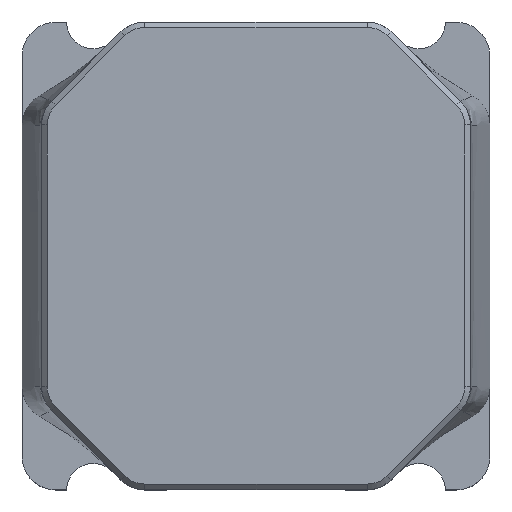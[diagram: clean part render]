
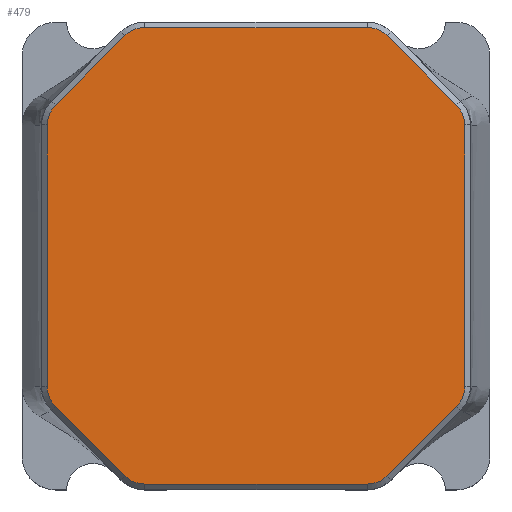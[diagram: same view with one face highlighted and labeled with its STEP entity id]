
A CAD part, top view. The second image highlights one B-rep face of the part: STEP entity #479.
In plain terms, the highlighted planar face has unit normal (0, 0, 1).
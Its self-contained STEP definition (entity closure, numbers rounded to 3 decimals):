
#479=ADVANCED_FACE('',(#1433),#1435,.T.);
#1433=FACE_BOUND('',#1434,.T.);
#1434=EDGE_LOOP('',(#2529,#2530,#2531,#2532,#2533,#2534,#2535,#2536,#2537,#2538,
#2539,#2540,#2541,#2542,#2543,#2544));
#1435=PLANE('',#1436);
#1436=AXIS2_PLACEMENT_3D('',#1437,#1438,#1439);
#1437=CARTESIAN_POINT('',(0.,0.,1.8));
#1438=DIRECTION('',(0.,0.,1.));
#1439=DIRECTION('',(1.,0.,0.));
#2529=ORIENTED_EDGE('',*,*,#3041,.T.);
#2530=ORIENTED_EDGE('',*,*,#3042,.T.);
#2531=ORIENTED_EDGE('',*,*,#3043,.T.);
#2532=ORIENTED_EDGE('',*,*,#3044,.T.);
#2533=ORIENTED_EDGE('',*,*,#3045,.T.);
#2534=ORIENTED_EDGE('',*,*,#3046,.T.);
#2535=ORIENTED_EDGE('',*,*,#3047,.T.);
#2536=ORIENTED_EDGE('',*,*,#3048,.T.);
#2537=ORIENTED_EDGE('',*,*,#3049,.T.);
#2538=ORIENTED_EDGE('',*,*,#3050,.T.);
#2539=ORIENTED_EDGE('',*,*,#3051,.T.);
#2540=ORIENTED_EDGE('',*,*,#3052,.T.);
#2541=ORIENTED_EDGE('',*,*,#3053,.T.);
#2542=ORIENTED_EDGE('',*,*,#3054,.T.);
#2543=ORIENTED_EDGE('',*,*,#3055,.T.);
#2544=ORIENTED_EDGE('',*,*,#3056,.T.);
#3041=EDGE_CURVE('',#3425,#3426,#3427,.T.);
#3042=EDGE_CURVE('',#3426,#3428,#3429,.T.);
#3043=EDGE_CURVE('',#3428,#3430,#3431,.T.);
#3044=EDGE_CURVE('',#3430,#3432,#3433,.T.);
#3045=EDGE_CURVE('',#3432,#3434,#3435,.T.);
#3046=EDGE_CURVE('',#3434,#3436,#3437,.T.);
#3047=EDGE_CURVE('',#3436,#3438,#3439,.T.);
#3048=EDGE_CURVE('',#3438,#3440,#3441,.T.);
#3049=EDGE_CURVE('',#3440,#3442,#3443,.T.);
#3050=EDGE_CURVE('',#3442,#3444,#3445,.T.);
#3051=EDGE_CURVE('',#3444,#3446,#3447,.T.);
#3052=EDGE_CURVE('',#3446,#3448,#3449,.T.);
#3053=EDGE_CURVE('',#3448,#3450,#3451,.T.);
#3054=EDGE_CURVE('',#3450,#3452,#3453,.T.);
#3055=EDGE_CURVE('',#3452,#3454,#3455,.T.);
#3056=EDGE_CURVE('',#3454,#3425,#3456,.T.);
#3425=VERTEX_POINT('',#4217);
#3426=VERTEX_POINT('',#4218);
#3427=LINE('',#4219,#4220);
#3428=VERTEX_POINT('',#4222);
#3429=CIRCLE('',#4223,0.25);
#3430=VERTEX_POINT('',#4227);
#3431=LINE('',#4228,#4229);
#3432=VERTEX_POINT('',#4231);
#3433=CIRCLE('',#4232,0.25);
#3434=VERTEX_POINT('',#4236);
#3435=LINE('',#4237,#4238);
#3436=VERTEX_POINT('',#4240);
#3437=CIRCLE('',#4241,0.25);
#3438=VERTEX_POINT('',#4245);
#3439=LINE('',#4246,#4247);
#3440=VERTEX_POINT('',#4249);
#3441=CIRCLE('',#4250,0.25);
#3442=VERTEX_POINT('',#4254);
#3443=LINE('',#4255,#4256);
#3444=VERTEX_POINT('',#4258);
#3445=CIRCLE('',#4259,0.25);
#3446=VERTEX_POINT('',#4263);
#3447=LINE('',#4264,#4265);
#3448=VERTEX_POINT('',#4267);
#3449=CIRCLE('',#4268,0.25);
#3450=VERTEX_POINT('',#4272);
#3451=LINE('',#4273,#4274);
#3452=VERTEX_POINT('',#4276);
#3453=CIRCLE('',#4277,0.25);
#3454=VERTEX_POINT('',#4281);
#3455=LINE('',#4282,#4283);
#3456=CIRCLE('',#4285,0.25);
#4217=CARTESIAN_POINT('',(-1.875,1.176,1.8));
#4218=CARTESIAN_POINT('',(-1.875,-1.176,1.8));
#4219=CARTESIAN_POINT('',(-1.875,1.176,1.8));
#4220=VECTOR('',#4221,1.);
#4221=DIRECTION('',(0.,-1.,0.));
#4222=CARTESIAN_POINT('',(-1.802,-1.353,1.8));
#4223=AXIS2_PLACEMENT_3D('',#4224,#4225,#4226);
#4224=CARTESIAN_POINT('',(-1.625,-1.176,1.8));
#4225=DIRECTION('',(0.,-0.,1.));
#4226=DIRECTION('',(-1.,0.,0.));
#4227=CARTESIAN_POINT('',(-1.178,-1.977,1.8));
#4228=CARTESIAN_POINT('',(-1.802,-1.353,1.8));
#4229=VECTOR('',#4230,1.);
#4230=DIRECTION('',(0.707,-0.707,0.));
#4231=CARTESIAN_POINT('',(-1.001,-2.05,1.8));
#4232=AXIS2_PLACEMENT_3D('',#4233,#4234,#4235);
#4233=CARTESIAN_POINT('',(-1.001,-1.8,1.8));
#4234=DIRECTION('',(-0.,0.,1.));
#4235=DIRECTION('',(-0.707,-0.707,0.));
#4236=CARTESIAN_POINT('',(1.001,-2.05,1.8));
#4237=CARTESIAN_POINT('',(-1.001,-2.05,1.8));
#4238=VECTOR('',#4239,1.);
#4239=DIRECTION('',(1.,0.,0.));
#4240=CARTESIAN_POINT('',(1.178,-1.977,1.8));
#4241=AXIS2_PLACEMENT_3D('',#4242,#4243,#4244);
#4242=CARTESIAN_POINT('',(1.001,-1.8,1.8));
#4243=DIRECTION('',(-0.,0.,1.));
#4244=DIRECTION('',(0.,-1.,0.));
#4245=CARTESIAN_POINT('',(1.802,-1.353,1.8));
#4246=CARTESIAN_POINT('',(1.178,-1.977,1.8));
#4247=VECTOR('',#4248,1.);
#4248=DIRECTION('',(0.707,0.707,0.));
#4249=CARTESIAN_POINT('',(1.875,-1.176,1.8));
#4250=AXIS2_PLACEMENT_3D('',#4251,#4252,#4253);
#4251=CARTESIAN_POINT('',(1.625,-1.176,1.8));
#4252=DIRECTION('',(-0.,0.,1.));
#4253=DIRECTION('',(0.707,-0.707,0.));
#4254=CARTESIAN_POINT('',(1.875,1.176,1.8));
#4255=CARTESIAN_POINT('',(1.875,-1.176,1.8));
#4256=VECTOR('',#4257,1.);
#4257=DIRECTION('',(0.,1.,0.));
#4258=CARTESIAN_POINT('',(1.802,1.353,1.8));
#4259=AXIS2_PLACEMENT_3D('',#4260,#4261,#4262);
#4260=CARTESIAN_POINT('',(1.625,1.176,1.8));
#4261=DIRECTION('',(0.,0.,1.));
#4262=DIRECTION('',(1.,0.,0.));
#4263=CARTESIAN_POINT('',(1.178,1.977,1.8));
#4264=CARTESIAN_POINT('',(1.802,1.353,1.8));
#4265=VECTOR('',#4266,1.);
#4266=DIRECTION('',(-0.707,0.707,0.));
#4267=CARTESIAN_POINT('',(1.001,2.05,1.8));
#4268=AXIS2_PLACEMENT_3D('',#4269,#4270,#4271);
#4269=CARTESIAN_POINT('',(1.001,1.8,1.8));
#4270=DIRECTION('',(0.,-0.,1.));
#4271=DIRECTION('',(0.707,0.707,0.));
#4272=CARTESIAN_POINT('',(-1.001,2.05,1.8));
#4273=CARTESIAN_POINT('',(1.001,2.05,1.8));
#4274=VECTOR('',#4275,1.);
#4275=DIRECTION('',(-1.,0.,0.));
#4276=CARTESIAN_POINT('',(-1.178,1.977,1.8));
#4277=AXIS2_PLACEMENT_3D('',#4278,#4279,#4280);
#4278=CARTESIAN_POINT('',(-1.001,1.8,1.8));
#4279=DIRECTION('',(0.,-0.,1.));
#4280=DIRECTION('',(0.,1.,0.));
#4281=CARTESIAN_POINT('',(-1.802,1.353,1.8));
#4282=CARTESIAN_POINT('',(-1.178,1.977,1.8));
#4283=VECTOR('',#4284,1.);
#4284=DIRECTION('',(-0.707,-0.707,0.));
#4285=AXIS2_PLACEMENT_3D('',#4286,#4287,#4288);
#4286=CARTESIAN_POINT('',(-1.625,1.176,1.8));
#4287=DIRECTION('',(0.,-0.,1.));
#4288=DIRECTION('',(-0.707,0.707,0.));
